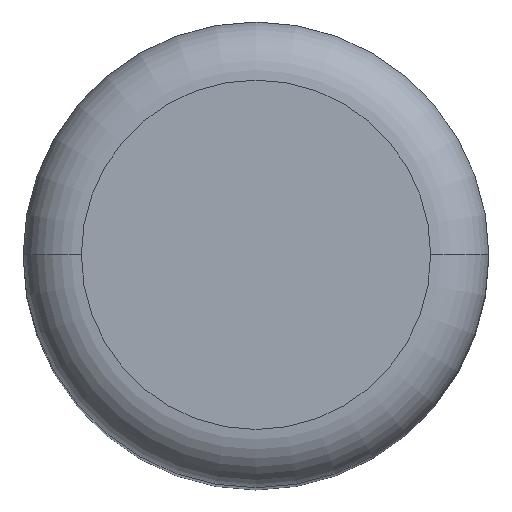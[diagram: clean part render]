
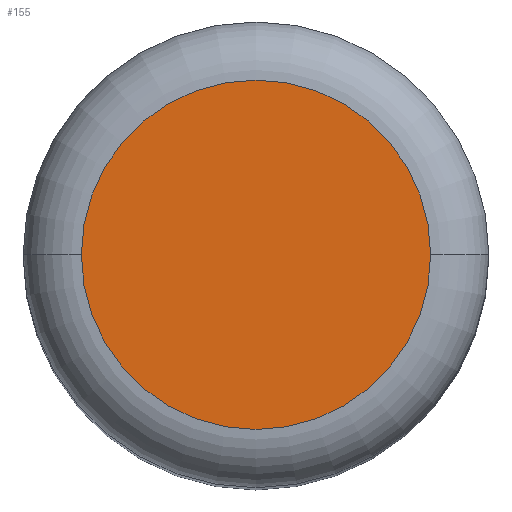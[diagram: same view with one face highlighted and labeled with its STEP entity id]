
A CAD part, top view. The second image highlights one B-rep face of the part: STEP entity #155.
In plain terms, the highlighted planar face has unit normal (0, 0, 1).
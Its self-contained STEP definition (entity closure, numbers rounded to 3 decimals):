
#6 = CARTESIAN_POINT ( 'NONE',  ( 87., 0., 24. ) ) ;
#27 = CARTESIAN_POINT ( 'NONE',  ( 0., 0., 24. ) ) ;
#65 = VERTEX_POINT ( 'NONE', #133 ) ;
#73 = DIRECTION ( 'NONE',  ( 1., 0., 0. ) ) ;
#78 = DIRECTION ( 'NONE',  ( 1., 0., 0. ) ) ;
#86 = EDGE_CURVE ( 'NONE', #65, #169, #135, .T. ) ;
#108 = AXIS2_PLACEMENT_3D ( 'NONE', #161, #222, #78 ) ;
#112 = ORIENTED_EDGE ( 'NONE', *, *, #86, .T. ) ;
#115 = FACE_OUTER_BOUND ( 'NONE', #275, .T. ) ;
#126 = CIRCLE ( 'NONE', #108, 3. ) ;
#133 = CARTESIAN_POINT ( 'NONE',  ( 93., 0., 24. ) ) ;
#135 = CIRCLE ( 'NONE', #156, 3. ) ;
#137 = DIRECTION ( 'NONE',  ( 0., 0., 1. ) ) ;
#155 = ADVANCED_FACE ( 'NONE', ( #115 ), #217, .T. ) ;
#156 = AXIS2_PLACEMENT_3D ( 'NONE', #191, #137, #73 ) ;
#161 = CARTESIAN_POINT ( 'NONE',  ( 90., 0., 24. ) ) ;
#169 = VERTEX_POINT ( 'NONE', #6 ) ;
#191 = CARTESIAN_POINT ( 'NONE',  ( 90., 0., 24. ) ) ;
#209 = ORIENTED_EDGE ( 'NONE', *, *, #268, .T. ) ;
#217 = PLANE ( 'NONE',  #244 ) ;
#222 = DIRECTION ( 'NONE',  ( 0., 0., 1. ) ) ;
#240 = DIRECTION ( 'NONE',  ( 1., 0., 0. ) ) ;
#244 = AXIS2_PLACEMENT_3D ( 'NONE', #27, #261, #240 ) ;
#261 = DIRECTION ( 'NONE',  ( 0., 0., 1. ) ) ;
#268 = EDGE_CURVE ( 'NONE', #169, #65, #126, .T. ) ;
#275 = EDGE_LOOP ( 'NONE', ( #112, #209 ) ) ;
